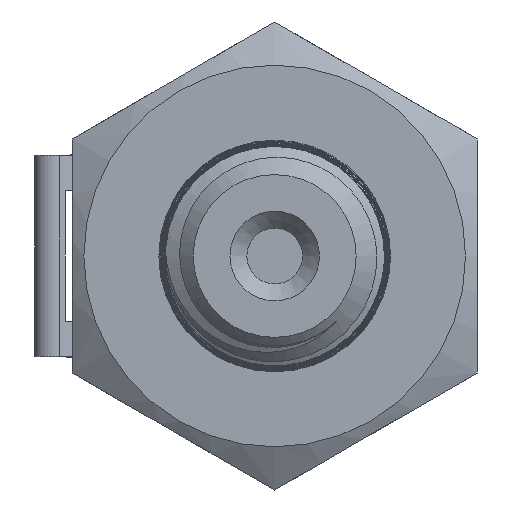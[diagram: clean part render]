
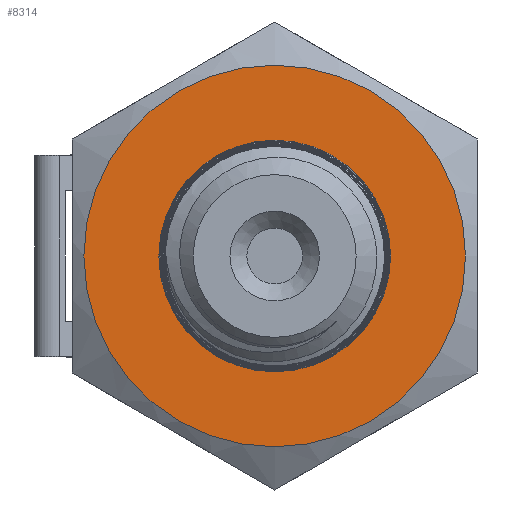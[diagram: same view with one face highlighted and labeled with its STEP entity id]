
A CAD part, left-side view. The second image highlights one B-rep face of the part: STEP entity #8314.
In plain terms, the highlighted planar face has unit normal (-1, 0, 0).
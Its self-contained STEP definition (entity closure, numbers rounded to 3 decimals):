
#152=FACE_BOUND('',#1421,.T.);
#217=PLANE('',#8736);
#919=FACE_OUTER_BOUND('',#1420,.T.);
#1420=EDGE_LOOP('',(#7134));
#1421=EDGE_LOOP('',(#7135));
#1633=CIRCLE('',#8549,6.86);
#1734=CIRCLE('',#8727,11.3);
#3449=VERTEX_POINT('',#12184);
#3976=VERTEX_POINT('',#20833);
#4279=EDGE_CURVE('',#3449,#3449,#1633,.T.);
#5068=EDGE_CURVE('',#3976,#3976,#1734,.T.);
#7134=ORIENTED_EDGE('',*,*,#5068,.T.);
#7135=ORIENTED_EDGE('',*,*,#4279,.T.);
#8314=ADVANCED_FACE('',(#919,#152),#217,.T.);
#8549=AXIS2_PLACEMENT_3D('',#12185,#9074,#9075);
#8727=AXIS2_PLACEMENT_3D('',#20835,#9769,#9770);
#8736=AXIS2_PLACEMENT_3D('',#20852,#9794,#9795);
#9074=DIRECTION('center_axis',(1.,0.,0.));
#9075=DIRECTION('ref_axis',(0.,0.,-1.));
#9769=DIRECTION('center_axis',(-1.,0.,0.));
#9770=DIRECTION('ref_axis',(0.,1.,0.));
#9794=DIRECTION('center_axis',(-1.,0.,0.));
#9795=DIRECTION('ref_axis',(0.,0.,1.));
#12184=CARTESIAN_POINT('',(14.,-6.86,0.));
#12185=CARTESIAN_POINT('Origin',(14.,0.,0.));
#20833=CARTESIAN_POINT('',(14.,-11.3,0.));
#20835=CARTESIAN_POINT('Origin',(14.,0.,0.));
#20852=CARTESIAN_POINT('Origin',(14.,12.,0.));
